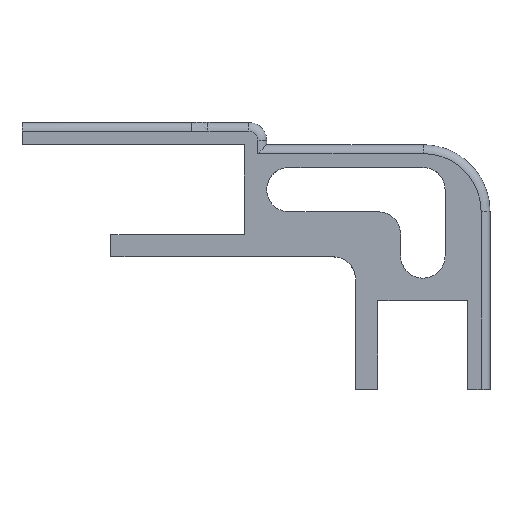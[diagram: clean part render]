
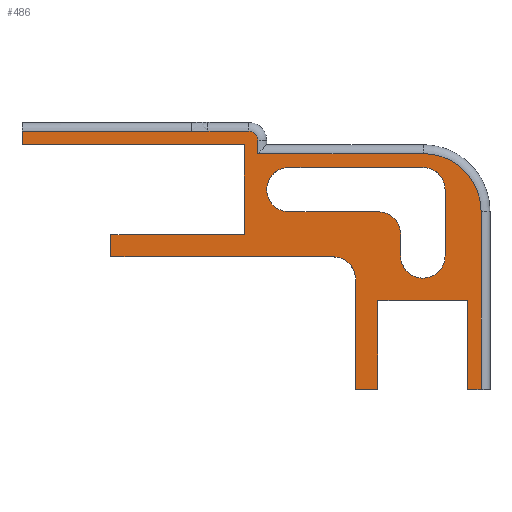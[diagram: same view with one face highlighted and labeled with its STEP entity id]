
A CAD part, top view. The second image highlights one B-rep face of the part: STEP entity #486.
In plain terms, the highlighted planar face has unit normal (0, 0, 1).
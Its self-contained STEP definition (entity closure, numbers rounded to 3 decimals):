
#117 = VERTEX_POINT('',#118);
#118 = CARTESIAN_POINT('',(103.2,25.2,20.));
#125 = EDGE_CURVE('',#117,#126,#128,.T.);
#126 = VERTEX_POINT('',#127);
#127 = CARTESIAN_POINT('',(103.2,65.2,20.));
#128 = LINE('',#129,#130);
#129 = CARTESIAN_POINT('',(103.2,25.2,20.));
#130 = VECTOR('',#131,1.);
#131 = DIRECTION('',(-0.,1.,-0.));
#368 = VERTEX_POINT('',#369);
#369 = CARTESIAN_POINT('',(100.2,25.2,20.));
#375 = EDGE_CURVE('',#368,#117,#376,.T.);
#376 = LINE('',#377,#378);
#377 = CARTESIAN_POINT('',(100.2,25.2,20.));
#378 = VECTOR('',#379,1.);
#379 = DIRECTION('',(1.,0.,0.));
#443 = VERTEX_POINT('',#444);
#444 = CARTESIAN_POINT('',(90.2,78.2,20.));
#451 = EDGE_CURVE('',#126,#443,#452,.T.);
#452 = CIRCLE('',#453,13.);
#453 = AXIS2_PLACEMENT_3D('',#454,#455,#456);
#454 = CARTESIAN_POINT('',(90.2,65.2,20.));
#455 = DIRECTION('',(0.,0.,1.));
#456 = DIRECTION('',(1.,0.,-0.));
#486 = ADVANCED_FACE('',(#487,#642),#712,.T.);
#487 = FACE_BOUND('',#488,.F.);
#488 = EDGE_LOOP('',(#489,#490,#498,#506,#514,#522,#530,#539,#547,#555,
    #563,#571,#579,#587,#595,#609,#617,#626,#634,#640,#641));
#489 = ORIENTED_EDGE('',*,*,#375,.F.);
#490 = ORIENTED_EDGE('',*,*,#491,.F.);
#491 = EDGE_CURVE('',#492,#368,#494,.T.);
#492 = VERTEX_POINT('',#493);
#493 = CARTESIAN_POINT('',(100.2,45.2,20.));
#494 = LINE('',#495,#496);
#495 = CARTESIAN_POINT('',(100.2,45.2,20.));
#496 = VECTOR('',#497,1.);
#497 = DIRECTION('',(-0.,-1.,-0.));
#498 = ORIENTED_EDGE('',*,*,#499,.F.);
#499 = EDGE_CURVE('',#500,#492,#502,.T.);
#500 = VERTEX_POINT('',#501);
#501 = CARTESIAN_POINT('',(80.,45.2,20.));
#502 = LINE('',#503,#504);
#503 = CARTESIAN_POINT('',(80.,45.2,20.));
#504 = VECTOR('',#505,1.);
#505 = DIRECTION('',(1.,0.,0.));
#506 = ORIENTED_EDGE('',*,*,#507,.F.);
#507 = EDGE_CURVE('',#508,#500,#510,.T.);
#508 = VERTEX_POINT('',#509);
#509 = CARTESIAN_POINT('',(80.,25.2,20.));
#510 = LINE('',#511,#512);
#511 = CARTESIAN_POINT('',(80.,25.2,20.));
#512 = VECTOR('',#513,1.);
#513 = DIRECTION('',(0.,1.,0.));
#514 = ORIENTED_EDGE('',*,*,#515,.F.);
#515 = EDGE_CURVE('',#516,#508,#518,.T.);
#516 = VERTEX_POINT('',#517);
#517 = CARTESIAN_POINT('',(75.,25.2,20.));
#518 = LINE('',#519,#520);
#519 = CARTESIAN_POINT('',(75.,25.2,20.));
#520 = VECTOR('',#521,1.);
#521 = DIRECTION('',(1.,0.,0.));
#522 = ORIENTED_EDGE('',*,*,#523,.F.);
#523 = EDGE_CURVE('',#524,#516,#526,.T.);
#524 = VERTEX_POINT('',#525);
#525 = CARTESIAN_POINT('',(75.,50.,20.));
#526 = LINE('',#527,#528);
#527 = CARTESIAN_POINT('',(75.,55.,20.));
#528 = VECTOR('',#529,1.);
#529 = DIRECTION('',(-0.,-1.,-0.));
#530 = ORIENTED_EDGE('',*,*,#531,.F.);
#531 = EDGE_CURVE('',#532,#524,#534,.T.);
#532 = VERTEX_POINT('',#533);
#533 = CARTESIAN_POINT('',(70.,55.,20.));
#534 = CIRCLE('',#535,5.);
#535 = AXIS2_PLACEMENT_3D('',#536,#537,#538);
#536 = CARTESIAN_POINT('',(70.,50.,20.));
#537 = DIRECTION('',(0.,0.,-1.));
#538 = DIRECTION('',(0.,-1.,0.));
#539 = ORIENTED_EDGE('',*,*,#540,.F.);
#540 = EDGE_CURVE('',#541,#532,#543,.T.);
#541 = VERTEX_POINT('',#542);
#542 = CARTESIAN_POINT('',(20.,55.,20.));
#543 = LINE('',#544,#545);
#544 = CARTESIAN_POINT('',(20.,55.,20.));
#545 = VECTOR('',#546,1.);
#546 = DIRECTION('',(1.,0.,0.));
#547 = ORIENTED_EDGE('',*,*,#548,.F.);
#548 = EDGE_CURVE('',#549,#541,#551,.T.);
#549 = VERTEX_POINT('',#550);
#550 = CARTESIAN_POINT('',(20.,60.,20.));
#551 = LINE('',#552,#553);
#552 = CARTESIAN_POINT('',(20.,60.,20.));
#553 = VECTOR('',#554,1.);
#554 = DIRECTION('',(-0.,-1.,-0.));
#555 = ORIENTED_EDGE('',*,*,#556,.F.);
#556 = EDGE_CURVE('',#557,#549,#559,.T.);
#557 = VERTEX_POINT('',#558);
#558 = CARTESIAN_POINT('',(50.,60.,20.));
#559 = LINE('',#560,#561);
#560 = CARTESIAN_POINT('',(50.,60.,20.));
#561 = VECTOR('',#562,1.);
#562 = DIRECTION('',(-1.,-0.,-0.));
#563 = ORIENTED_EDGE('',*,*,#564,.F.);
#564 = EDGE_CURVE('',#565,#557,#567,.T.);
#565 = VERTEX_POINT('',#566);
#566 = CARTESIAN_POINT('',(50.,80.2,20.));
#567 = LINE('',#568,#569);
#568 = CARTESIAN_POINT('',(50.,80.2,20.));
#569 = VECTOR('',#570,1.);
#570 = DIRECTION('',(-0.,-1.,-0.));
#571 = ORIENTED_EDGE('',*,*,#572,.F.);
#572 = EDGE_CURVE('',#573,#565,#575,.T.);
#573 = VERTEX_POINT('',#574);
#574 = CARTESIAN_POINT('',(0.,80.2,20.));
#575 = LINE('',#576,#577);
#576 = CARTESIAN_POINT('',(0.,80.2,20.));
#577 = VECTOR('',#578,1.);
#578 = DIRECTION('',(1.,0.,0.));
#579 = ORIENTED_EDGE('',*,*,#580,.F.);
#580 = EDGE_CURVE('',#581,#573,#583,.T.);
#581 = VERTEX_POINT('',#582);
#582 = CARTESIAN_POINT('',(0.,83.2,20.));
#583 = LINE('',#584,#585);
#584 = CARTESIAN_POINT('',(0.,85.2,20.));
#585 = VECTOR('',#586,1.);
#586 = DIRECTION('',(-0.,-1.,-0.));
#587 = ORIENTED_EDGE('',*,*,#588,.F.);
#588 = EDGE_CURVE('',#589,#581,#591,.T.);
#589 = VERTEX_POINT('',#590);
#590 = CARTESIAN_POINT('',(38.197,83.2,20.));
#591 = LINE('',#592,#593);
#592 = CARTESIAN_POINT('',(51.,83.2,20.));
#593 = VECTOR('',#594,1.);
#594 = DIRECTION('',(-1.,-0.,-0.));
#595 = ORIENTED_EDGE('',*,*,#596,.F.);
#596 = EDGE_CURVE('',#597,#589,#599,.T.);
#597 = VERTEX_POINT('',#598);
#598 = CARTESIAN_POINT('',(41.803,83.2,20.));
#599 = ( BOUNDED_CURVE() B_SPLINE_CURVE(8,(#600,#601,#602,#603,#604,#605
,#606,#607,#608),.UNSPECIFIED.,.F.,.F.) B_SPLINE_CURVE_WITH_KNOTS((9,9),
(16.48,20.086),.PIECEWISE_BEZIER_KNOTS.) CURVE() 
GEOMETRIC_REPRESENTATION_ITEM() RATIONAL_B_SPLINE_CURVE((1.,1.,1.,1.,1.,
1.,1.,1.,1.)) REPRESENTATION_ITEM('') );
#600 = CARTESIAN_POINT('',(41.803,83.2,20.));
#601 = CARTESIAN_POINT('',(41.352,83.2,20.));
#602 = CARTESIAN_POINT('',(40.901,83.242,20.));
#603 = CARTESIAN_POINT('',(40.451,83.27,20.));
#604 = CARTESIAN_POINT('',(40.,83.287,20.));
#605 = CARTESIAN_POINT('',(39.549,83.27,20.));
#606 = CARTESIAN_POINT('',(39.099,83.242,20.));
#607 = CARTESIAN_POINT('',(38.648,83.2,20.));
#608 = CARTESIAN_POINT('',(38.197,83.2,20.));
#609 = ORIENTED_EDGE('',*,*,#610,.F.);
#610 = EDGE_CURVE('',#611,#597,#613,.T.);
#611 = VERTEX_POINT('',#612);
#612 = CARTESIAN_POINT('',(51.,83.2,20.));
#613 = LINE('',#614,#615);
#614 = CARTESIAN_POINT('',(51.,83.2,20.));
#615 = VECTOR('',#616,1.);
#616 = DIRECTION('',(-1.,-0.,-0.));
#617 = ORIENTED_EDGE('',*,*,#618,.F.);
#618 = EDGE_CURVE('',#619,#611,#621,.T.);
#619 = VERTEX_POINT('',#620);
#620 = CARTESIAN_POINT('',(53.,81.2,20.));
#621 = CIRCLE('',#622,2.);
#622 = AXIS2_PLACEMENT_3D('',#623,#624,#625);
#623 = CARTESIAN_POINT('',(51.,81.2,20.));
#624 = DIRECTION('',(0.,0.,1.));
#625 = DIRECTION('',(1.,0.,-0.));
#626 = ORIENTED_EDGE('',*,*,#627,.F.);
#627 = EDGE_CURVE('',#628,#619,#630,.T.);
#628 = VERTEX_POINT('',#629);
#629 = CARTESIAN_POINT('',(53.,78.2,20.));
#630 = LINE('',#631,#632);
#631 = CARTESIAN_POINT('',(53.,80.2,20.));
#632 = VECTOR('',#633,1.);
#633 = DIRECTION('',(-0.,1.,-0.));
#634 = ORIENTED_EDGE('',*,*,#635,.F.);
#635 = EDGE_CURVE('',#443,#628,#636,.T.);
#636 = LINE('',#637,#638);
#637 = CARTESIAN_POINT('',(90.2,78.2,20.));
#638 = VECTOR('',#639,1.);
#639 = DIRECTION('',(-1.,-0.,-0.));
#640 = ORIENTED_EDGE('',*,*,#451,.F.);
#641 = ORIENTED_EDGE('',*,*,#125,.F.);
#642 = FACE_BOUND('',#643,.T.);
#643 = EDGE_LOOP('',(#644,#654,#663,#671,#680,#688,#697,#705));
#644 = ORIENTED_EDGE('',*,*,#645,.T.);
#645 = EDGE_CURVE('',#646,#648,#650,.T.);
#646 = VERTEX_POINT('',#647);
#647 = CARTESIAN_POINT('',(80.1,65.1,20.));
#648 = VERTEX_POINT('',#649);
#649 = CARTESIAN_POINT('',(60.,65.1,20.));
#650 = LINE('',#651,#652);
#651 = CARTESIAN_POINT('',(80.1,65.1,20.));
#652 = VECTOR('',#653,1.);
#653 = DIRECTION('',(-1.,-0.,-0.));
#654 = ORIENTED_EDGE('',*,*,#655,.T.);
#655 = EDGE_CURVE('',#648,#656,#658,.T.);
#656 = VERTEX_POINT('',#657);
#657 = CARTESIAN_POINT('',(60.,75.1,20.));
#658 = CIRCLE('',#659,5.);
#659 = AXIS2_PLACEMENT_3D('',#660,#661,#662);
#660 = CARTESIAN_POINT('',(60.,70.1,20.));
#661 = DIRECTION('',(0.,0.,-1.));
#662 = DIRECTION('',(-1.,-0.,-0.));
#663 = ORIENTED_EDGE('',*,*,#664,.F.);
#664 = EDGE_CURVE('',#665,#656,#667,.T.);
#665 = VERTEX_POINT('',#666);
#666 = CARTESIAN_POINT('',(90.1,75.1,20.));
#667 = LINE('',#668,#669);
#668 = CARTESIAN_POINT('',(90.1,75.1,20.));
#669 = VECTOR('',#670,1.);
#670 = DIRECTION('',(-1.,-0.,-0.));
#671 = ORIENTED_EDGE('',*,*,#672,.T.);
#672 = EDGE_CURVE('',#665,#673,#675,.T.);
#673 = VERTEX_POINT('',#674);
#674 = CARTESIAN_POINT('',(95.1,70.1,20.));
#675 = CIRCLE('',#676,5.);
#676 = AXIS2_PLACEMENT_3D('',#677,#678,#679);
#677 = CARTESIAN_POINT('',(90.1,70.1,20.));
#678 = DIRECTION('',(0.,0.,-1.));
#679 = DIRECTION('',(-1.,-0.,-0.));
#680 = ORIENTED_EDGE('',*,*,#681,.F.);
#681 = EDGE_CURVE('',#682,#673,#684,.T.);
#682 = VERTEX_POINT('',#683);
#683 = CARTESIAN_POINT('',(95.1,55.2,20.));
#684 = LINE('',#685,#686);
#685 = CARTESIAN_POINT('',(95.1,55.2,20.));
#686 = VECTOR('',#687,1.);
#687 = DIRECTION('',(0.,1.,0.));
#688 = ORIENTED_EDGE('',*,*,#689,.T.);
#689 = EDGE_CURVE('',#682,#690,#692,.T.);
#690 = VERTEX_POINT('',#691);
#691 = CARTESIAN_POINT('',(85.1,55.2,20.));
#692 = CIRCLE('',#693,5.);
#693 = AXIS2_PLACEMENT_3D('',#694,#695,#696);
#694 = CARTESIAN_POINT('',(90.1,55.2,20.));
#695 = DIRECTION('',(0.,0.,-1.));
#696 = DIRECTION('',(-1.,-0.,-0.));
#697 = ORIENTED_EDGE('',*,*,#698,.F.);
#698 = EDGE_CURVE('',#699,#690,#701,.T.);
#699 = VERTEX_POINT('',#700);
#700 = CARTESIAN_POINT('',(85.1,60.1,20.));
#701 = LINE('',#702,#703);
#702 = CARTESIAN_POINT('',(85.1,60.1,20.));
#703 = VECTOR('',#704,1.);
#704 = DIRECTION('',(-0.,-1.,-0.));
#705 = ORIENTED_EDGE('',*,*,#706,.F.);
#706 = EDGE_CURVE('',#646,#699,#707,.T.);
#707 = CIRCLE('',#708,5.);
#708 = AXIS2_PLACEMENT_3D('',#709,#710,#711);
#709 = CARTESIAN_POINT('',(80.1,60.1,20.));
#710 = DIRECTION('',(0.,0.,-1.));
#711 = DIRECTION('',(-1.,-0.,-0.));
#712 = PLANE('',#713);
#713 = AXIS2_PLACEMENT_3D('',#714,#715,#716);
#714 = CARTESIAN_POINT('',(64.58,63.057,20.));
#715 = DIRECTION('',(0.,0.,1.));
#716 = DIRECTION('',(1.,0.,0.));
